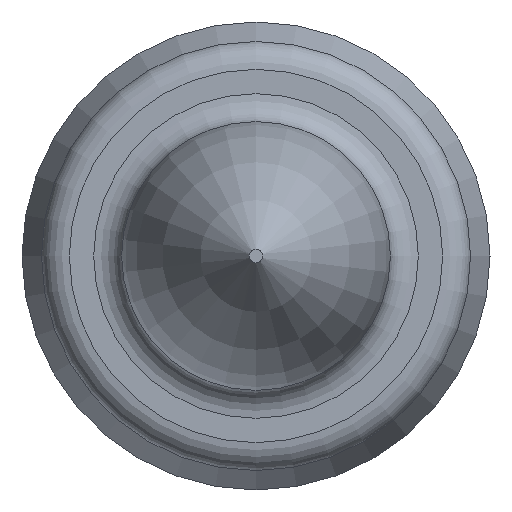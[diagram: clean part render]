
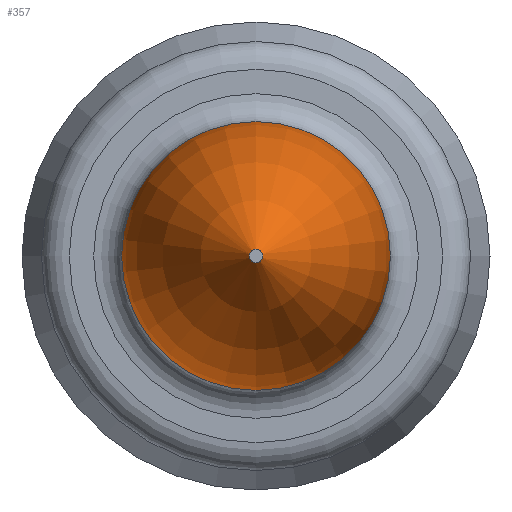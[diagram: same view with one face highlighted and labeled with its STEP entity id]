
A CAD part, left-side view. The second image highlights one B-rep face of the part: STEP entity #357.
In plain terms, the highlighted toroidal (fillet/blend) face has major radius 0.644 mm and minor radius 0.889 mm.
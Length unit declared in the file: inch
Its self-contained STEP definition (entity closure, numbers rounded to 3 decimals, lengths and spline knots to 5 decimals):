
#14 = DIRECTION ( 'NONE',  ( -1., 0., 0. ) ) ;
#22 = EDGE_LOOP ( 'NONE', ( #154 ) ) ;
#52 = CIRCLE ( 'NONE', #647, 0.0005 ) ;
#87 = EDGE_LOOP ( 'NONE', ( #475 ) ) ;
#91 = FACE_OUTER_BOUND ( 'NONE', #87, .T. ) ;
#95 = FACE_OUTER_BOUND ( 'NONE', #22, .T. ) ;
#147 = DIRECTION ( 'NONE',  ( 0., 0., 1. ) ) ;
#154 = ORIENTED_EDGE ( 'NONE', *, *, #372, .F. ) ;
#186 = CARTESIAN_POINT ( 'NONE',  ( -0.06001, 0., 0.00965 ) ) ;
#223 = DIRECTION ( 'NONE',  ( 0., 0., 1. ) ) ;
#263 = VERTEX_POINT ( 'NONE', #583 ) ;
#287 = DIRECTION ( 'NONE',  ( -1., 0., 0. ) ) ;
#337 = DIRECTION ( 'NONE',  ( -1., 0., 0. ) ) ;
#357 = ADVANCED_FACE ( 'NONE', ( #95, #91 ), #563, .T. ) ;
#372 = EDGE_CURVE ( 'NONE', #263, #263, #52, .T. ) ;
#436 = EDGE_CURVE ( 'NONE', #513, #513, #496, .T. ) ;
#452 = AXIS2_PLACEMENT_3D ( 'NONE', #729, #287, #223 ) ;
#475 = ORIENTED_EDGE ( 'NONE', *, *, #436, .T. ) ;
#496 = CIRCLE ( 'NONE', #452, 0.00965 ) ;
#513 = VERTEX_POINT ( 'NONE', #186 ) ;
#531 = DIRECTION ( 'NONE',  ( 0., 0., 1. ) ) ;
#563 = TOROIDAL_SURFACE ( 'NONE', #749, -0.02535, 0.035 ) ;
#583 = CARTESIAN_POINT ( 'NONE',  ( -0.084, 0., 0.0005 ) ) ;
#647 = AXIS2_PLACEMENT_3D ( 'NONE', #688, #14, #531 ) ;
#688 = CARTESIAN_POINT ( 'NONE',  ( -0.084, 0., 0. ) ) ;
#729 = CARTESIAN_POINT ( 'NONE',  ( -0.06001, 0., 0. ) ) ;
#740 = CARTESIAN_POINT ( 'NONE',  ( -0.0604, 0., 0. ) ) ;
#749 = AXIS2_PLACEMENT_3D ( 'NONE', #740, #337, #147 ) ;
